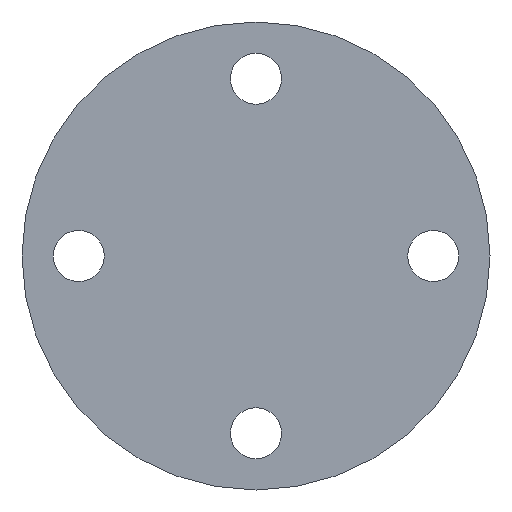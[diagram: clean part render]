
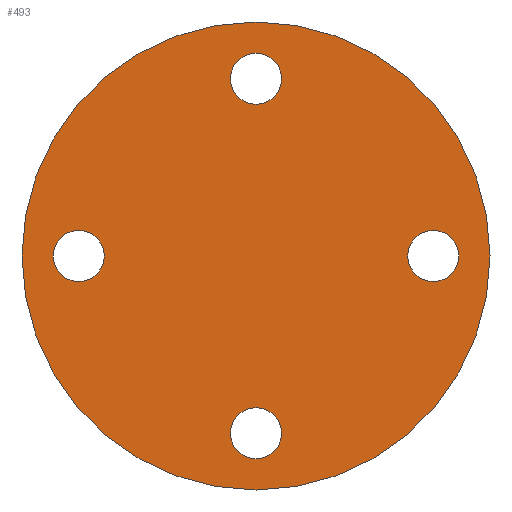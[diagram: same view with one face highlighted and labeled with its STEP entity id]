
A CAD part, front view. The second image highlights one B-rep face of the part: STEP entity #493.
In plain terms, the highlighted planar face has unit normal (0, -1, 0).
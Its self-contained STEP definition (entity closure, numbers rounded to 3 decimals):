
#1 = DIRECTION ( 'NONE',  ( 0., 0., 1. ) ) ;
#7 = DIRECTION ( 'NONE',  ( 0., 1., 0. ) ) ;
#23 = AXIS2_PLACEMENT_3D ( 'NONE', #247, #107, #1 ) ;
#26 = EDGE_CURVE ( 'NONE', #177, #251, #481, .T. ) ;
#33 = DIRECTION ( 'NONE',  ( 0., 1., 0. ) ) ;
#34 = ORIENTED_EDGE ( 'NONE', *, *, #367, .T. ) ;
#42 = DIRECTION ( 'NONE',  ( 0., 0., 1. ) ) ;
#48 = CARTESIAN_POINT ( 'NONE',  ( 0., 0., 0. ) ) ;
#52 = DIRECTION ( 'NONE',  ( 0., 0., 1. ) ) ;
#57 = FACE_OUTER_BOUND ( 'NONE', #416, .T. ) ;
#73 = AXIS2_PLACEMENT_3D ( 'NONE', #444, #7, #52 ) ;
#85 = AXIS2_PLACEMENT_3D ( 'NONE', #359, #256, #549 ) ;
#94 = AXIS2_PLACEMENT_3D ( 'NONE', #146, #33, #42 ) ;
#107 = DIRECTION ( 'NONE',  ( 0., 1., 0. ) ) ;
#125 = CARTESIAN_POINT ( 'NONE',  ( 0., 0., -71.5 ) ) ;
#135 = DIRECTION ( 'NONE',  ( 0., 1., 0. ) ) ;
#144 = DIRECTION ( 'NONE',  ( 0., 1., 0. ) ) ;
#146 = CARTESIAN_POINT ( 'NONE',  ( 0., 0., -62.5 ) ) ;
#151 = DIRECTION ( 'NONE',  ( 0., 0., 1. ) ) ;
#153 = FACE_BOUND ( 'NONE', #539, .T. ) ;
#161 = PLANE ( 'NONE',  #352 ) ;
#162 = EDGE_LOOP ( 'NONE', ( #423, #546 ) ) ;
#167 = AXIS2_PLACEMENT_3D ( 'NONE', #387, #144, #571 ) ;
#177 = VERTEX_POINT ( 'NONE', #213 ) ;
#182 = CARTESIAN_POINT ( 'NONE',  ( 62.5, 0., 0. ) ) ;
#191 = EDGE_CURVE ( 'NONE', #456, #465, #433, .T. ) ;
#192 = CARTESIAN_POINT ( 'NONE',  ( 0., 0., 53.5 ) ) ;
#203 = CARTESIAN_POINT ( 'NONE',  ( 62.5, 0., -9. ) ) ;
#213 = CARTESIAN_POINT ( 'NONE',  ( -62.5, 0., 9. ) ) ;
#226 = AXIS2_PLACEMENT_3D ( 'NONE', #182, #135, #343 ) ;
#227 = EDGE_LOOP ( 'NONE', ( #381, #517 ) ) ;
#241 = FACE_BOUND ( 'NONE', #463, .T. ) ;
#243 = DIRECTION ( 'NONE',  ( 0., 0., 1. ) ) ;
#247 = CARTESIAN_POINT ( 'NONE',  ( 0., 0., 62.5 ) ) ;
#251 = VERTEX_POINT ( 'NONE', #342 ) ;
#254 = CARTESIAN_POINT ( 'NONE',  ( 0., 0., 0. ) ) ;
#256 = DIRECTION ( 'NONE',  ( 0., 1., 0. ) ) ;
#263 = CARTESIAN_POINT ( 'NONE',  ( 0., 0., 0. ) ) ;
#273 = EDGE_CURVE ( 'NONE', #385, #468, #373, .T. ) ;
#290 = AXIS2_PLACEMENT_3D ( 'NONE', #48, #443, #535 ) ;
#295 = DIRECTION ( 'NONE',  ( 0., 1., 0. ) ) ;
#299 = CIRCLE ( 'NONE', #23, 9. ) ;
#301 = AXIS2_PLACEMENT_3D ( 'NONE', #263, #561, #457 ) ;
#316 = CARTESIAN_POINT ( 'NONE',  ( 0., 0., 62.5 ) ) ;
#324 = CIRCLE ( 'NONE', #301, 82.5 ) ;
#325 = ORIENTED_EDGE ( 'NONE', *, *, #627, .F. ) ;
#342 = CARTESIAN_POINT ( 'NONE',  ( -62.5, 0., -9. ) ) ;
#343 = DIRECTION ( 'NONE',  ( 0., 0., 1. ) ) ;
#344 = EDGE_CURVE ( 'NONE', #605, #619, #345, .T. ) ;
#345 = CIRCLE ( 'NONE', #94, 9. ) ;
#346 = DIRECTION ( 'NONE',  ( 0., 1., 0. ) ) ;
#348 = ORIENTED_EDGE ( 'NONE', *, *, #191, .T. ) ;
#352 = AXIS2_PLACEMENT_3D ( 'NONE', #254, #346, #243 ) ;
#353 = CARTESIAN_POINT ( 'NONE',  ( 62.5, 0., 0. ) ) ;
#359 = CARTESIAN_POINT ( 'NONE',  ( -62.5, 0., 0. ) ) ;
#367 = EDGE_CURVE ( 'NONE', #619, #605, #480, .T. ) ;
#373 = CIRCLE ( 'NONE', #226, 9. ) ;
#378 = VERTEX_POINT ( 'NONE', #421 ) ;
#381 = ORIENTED_EDGE ( 'NONE', *, *, #273, .T. ) ;
#384 = CIRCLE ( 'NONE', #290, 82.5 ) ;
#385 = VERTEX_POINT ( 'NONE', #591 ) ;
#387 = CARTESIAN_POINT ( 'NONE',  ( 0., 0., -62.5 ) ) ;
#390 = FACE_BOUND ( 'NONE', #227, .T. ) ;
#412 = EDGE_CURVE ( 'NONE', #465, #456, #299, .T. ) ;
#416 = EDGE_LOOP ( 'NONE', ( #325, #460 ) ) ;
#417 = DIRECTION ( 'NONE',  ( 0., 0., 1. ) ) ;
#421 = CARTESIAN_POINT ( 'NONE',  ( 0., 0., -82.5 ) ) ;
#423 = ORIENTED_EDGE ( 'NONE', *, *, #26, .T. ) ;
#432 = EDGE_CURVE ( 'NONE', #507, #378, #384, .T. ) ;
#433 = CIRCLE ( 'NONE', #552, 9. ) ;
#437 = FACE_BOUND ( 'NONE', #162, .T. ) ;
#439 = CARTESIAN_POINT ( 'NONE',  ( 0., 0., 82.5 ) ) ;
#443 = DIRECTION ( 'NONE',  ( 0., 1., 0. ) ) ;
#444 = CARTESIAN_POINT ( 'NONE',  ( -62.5, 0., 0. ) ) ;
#456 = VERTEX_POINT ( 'NONE', #192 ) ;
#457 = DIRECTION ( 'NONE',  ( 0., 0., 1. ) ) ;
#459 = DIRECTION ( 'NONE',  ( 0., 1., 0. ) ) ;
#460 = ORIENTED_EDGE ( 'NONE', *, *, #432, .F. ) ;
#463 = EDGE_LOOP ( 'NONE', ( #34, #520 ) ) ;
#465 = VERTEX_POINT ( 'NONE', #486 ) ;
#468 = VERTEX_POINT ( 'NONE', #203 ) ;
#471 = CIRCLE ( 'NONE', #85, 9. ) ;
#480 = CIRCLE ( 'NONE', #167, 9. ) ;
#481 = CIRCLE ( 'NONE', #73, 9. ) ;
#483 = EDGE_CURVE ( 'NONE', #468, #385, #497, .T. ) ;
#486 = CARTESIAN_POINT ( 'NONE',  ( 0., 0., 71.5 ) ) ;
#493 = ADVANCED_FACE ( 'NONE', ( #390, #153, #437, #241, #57 ), #161, .F. ) ;
#497 = CIRCLE ( 'NONE', #596, 9. ) ;
#498 = CARTESIAN_POINT ( 'NONE',  ( 0., 0., -53.5 ) ) ;
#507 = VERTEX_POINT ( 'NONE', #439 ) ;
#517 = ORIENTED_EDGE ( 'NONE', *, *, #483, .T. ) ;
#520 = ORIENTED_EDGE ( 'NONE', *, *, #344, .T. ) ;
#535 = DIRECTION ( 'NONE',  ( 0., 0., 1. ) ) ;
#539 = EDGE_LOOP ( 'NONE', ( #623, #348 ) ) ;
#546 = ORIENTED_EDGE ( 'NONE', *, *, #593, .T. ) ;
#549 = DIRECTION ( 'NONE',  ( 0., 0., 1. ) ) ;
#552 = AXIS2_PLACEMENT_3D ( 'NONE', #316, #459, #417 ) ;
#561 = DIRECTION ( 'NONE',  ( 0., 1., 0. ) ) ;
#571 = DIRECTION ( 'NONE',  ( 0., 0., 1. ) ) ;
#591 = CARTESIAN_POINT ( 'NONE',  ( 62.5, 0., 9. ) ) ;
#593 = EDGE_CURVE ( 'NONE', #251, #177, #471, .T. ) ;
#596 = AXIS2_PLACEMENT_3D ( 'NONE', #353, #295, #151 ) ;
#605 = VERTEX_POINT ( 'NONE', #125 ) ;
#619 = VERTEX_POINT ( 'NONE', #498 ) ;
#623 = ORIENTED_EDGE ( 'NONE', *, *, #412, .T. ) ;
#627 = EDGE_CURVE ( 'NONE', #378, #507, #324, .T. ) ;
